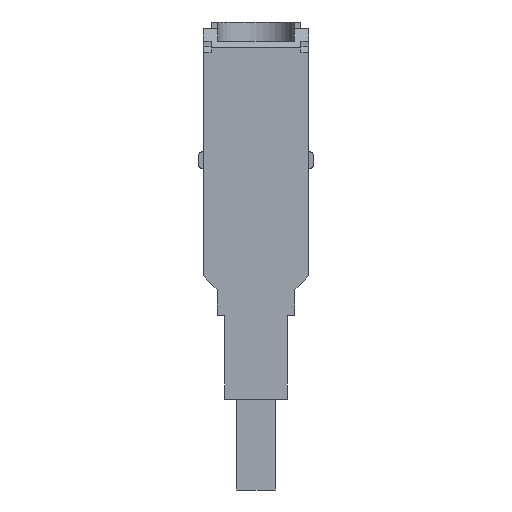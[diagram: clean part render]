
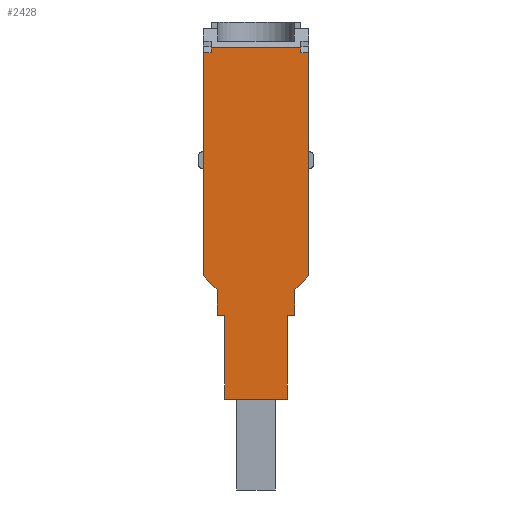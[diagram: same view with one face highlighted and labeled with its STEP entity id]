
A CAD part, front view. The second image highlights one B-rep face of the part: STEP entity #2428.
In plain terms, the highlighted planar face has unit normal (0, -1, 0).
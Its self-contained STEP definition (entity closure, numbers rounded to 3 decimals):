
#125=ORIENTED_EDGE('',*,*,#829,.T.);
#126=ORIENTED_EDGE('',*,*,#796,.T.);
#127=ORIENTED_EDGE('',*,*,#830,.T.);
#128=ORIENTED_EDGE('',*,*,#772,.T.);
#129=ORIENTED_EDGE('',*,*,#831,.T.);
#130=ORIENTED_EDGE('',*,*,#832,.T.);
#131=ORIENTED_EDGE('',*,*,#833,.F.);
#132=ORIENTED_EDGE('',*,*,#834,.T.);
#133=ORIENTED_EDGE('',*,*,#835,.T.);
#134=ORIENTED_EDGE('',*,*,#782,.T.);
#135=ORIENTED_EDGE('',*,*,#836,.T.);
#136=ORIENTED_EDGE('',*,*,#804,.F.);
#137=ORIENTED_EDGE('',*,*,#837,.F.);
#138=ORIENTED_EDGE('',*,*,#838,.F.);
#139=ORIENTED_EDGE('',*,*,#821,.T.);
#140=ORIENTED_EDGE('',*,*,#839,.T.);
#772=EDGE_CURVE('',#1126,#1125,#1364,.T.);
#782=EDGE_CURVE('',#1136,#1135,#1374,.T.);
#796=EDGE_CURVE('',#1150,#1149,#1388,.T.);
#804=EDGE_CURVE('',#1157,#1158,#1396,.T.);
#821=EDGE_CURVE('',#1174,#1173,#1413,.T.);
#829=EDGE_CURVE('',#1180,#1150,#1421,.T.);
#830=EDGE_CURVE('',#1149,#1126,#1422,.T.);
#831=EDGE_CURVE('',#1125,#1181,#1423,.T.);
#832=EDGE_CURVE('',#1181,#1182,#1424,.T.);
#833=EDGE_CURVE('',#1183,#1182,#1425,.T.);
#834=EDGE_CURVE('',#1183,#1184,#1426,.T.);
#835=EDGE_CURVE('',#1184,#1136,#1427,.T.);
#836=EDGE_CURVE('',#1135,#1158,#1428,.T.);
#837=EDGE_CURVE('',#1185,#1157,#1429,.T.);
#838=EDGE_CURVE('',#1174,#1185,#1430,.T.);
#839=EDGE_CURVE('',#1173,#1180,#1431,.T.);
#1125=VERTEX_POINT('',#3385);
#1126=VERTEX_POINT('',#3387);
#1135=VERTEX_POINT('',#3406);
#1136=VERTEX_POINT('',#3408);
#1149=VERTEX_POINT('',#3435);
#1150=VERTEX_POINT('',#3437);
#1157=VERTEX_POINT('',#3452);
#1158=VERTEX_POINT('',#3454);
#1173=VERTEX_POINT('',#3486);
#1174=VERTEX_POINT('',#3488);
#1180=VERTEX_POINT('',#3503);
#1181=VERTEX_POINT('',#3506);
#1182=VERTEX_POINT('',#3508);
#1183=VERTEX_POINT('',#3510);
#1184=VERTEX_POINT('',#3512);
#1185=VERTEX_POINT('',#3516);
#1364=LINE('',#3386,#1688);
#1374=LINE('',#3407,#1698);
#1388=LINE('',#3436,#1712);
#1396=LINE('',#3453,#1720);
#1413=LINE('',#3487,#1737);
#1421=LINE('',#3502,#1745);
#1422=LINE('',#3504,#1746);
#1423=LINE('',#3505,#1747);
#1424=LINE('',#3507,#1748);
#1425=LINE('',#3509,#1749);
#1426=LINE('',#3511,#1750);
#1427=LINE('',#3513,#1751);
#1428=LINE('',#3514,#1752);
#1429=LINE('',#3515,#1753);
#1430=LINE('',#3517,#1754);
#1431=LINE('',#3518,#1755);
#1688=VECTOR('',#2736,1000.);
#1698=VECTOR('',#2748,1000.);
#1712=VECTOR('',#2764,1000.);
#1720=VECTOR('',#2774,1000.);
#1737=VECTOR('',#2793,1000.);
#1745=VECTOR('',#2803,1000.);
#1746=VECTOR('',#2804,1000.);
#1747=VECTOR('',#2805,1000.);
#1748=VECTOR('',#2806,1000.);
#1749=VECTOR('',#2807,1000.);
#1750=VECTOR('',#2808,1000.);
#1751=VECTOR('',#2809,1000.);
#1752=VECTOR('',#2810,1000.);
#1753=VECTOR('',#2811,1000.);
#1754=VECTOR('',#2812,1000.);
#1755=VECTOR('',#2813,1000.);
#2016=EDGE_LOOP('',(#125,#126,#127,#128,#129,#130,#131,#132,#133,#134,#135,
#136,#137,#138,#139,#140));
#2164=FACE_BOUND('',#2016,.T.);
#2310=PLANE('',#2573);
#2428=ADVANCED_FACE('',(#2164),#2310,.F.);
#2573=AXIS2_PLACEMENT_3D('',#3501,#2801,#2802);
#2736=DIRECTION('',(0.,0.,-1.));
#2748=DIRECTION('',(0.,0.,1.));
#2764=DIRECTION('',(0.,0.,-1.));
#2774=DIRECTION('',(0.,0.,-1.));
#2793=DIRECTION('',(-1.,0.,0.));
#2801=DIRECTION('',(0.,1.,0.));
#2802=DIRECTION('',(0.,0.,1.));
#2803=DIRECTION('',(-1.,0.,0.));
#2804=DIRECTION('',(0.707,0.,-0.707));
#2805=DIRECTION('',(1.,0.,0.));
#2806=DIRECTION('',(0.,0.,-1.));
#2807=DIRECTION('',(-1.,0.,0.));
#2808=DIRECTION('',(0.,0.,1.));
#2809=DIRECTION('',(1.,0.,0.));
#2810=DIRECTION('',(0.707,0.,0.707));
#2811=DIRECTION('',(1.,0.,0.));
#2812=DIRECTION('',(0.,0.,-1.));
#2813=DIRECTION('',(0.,0.,-1.));
#3385=CARTESIAN_POINT('',(-6.,-21.6,-27.6));
#3386=CARTESIAN_POINT('',(-6.,-21.6,13.6));
#3387=CARTESIAN_POINT('',(-6.,-21.6,-23.61));
#3406=CARTESIAN_POINT('',(6.,-21.6,-23.61));
#3407=CARTESIAN_POINT('',(6.,-21.6,13.6));
#3408=CARTESIAN_POINT('',(6.,-21.6,-27.6));
#3435=CARTESIAN_POINT('',(-8.1,-21.6,-21.51));
#3436=CARTESIAN_POINT('',(-8.1,-21.6,13.6));
#3437=CARTESIAN_POINT('',(-8.1,-21.6,12.89));
#3452=CARTESIAN_POINT('',(8.1,-21.6,12.89));
#3453=CARTESIAN_POINT('',(8.1,-21.6,13.6));
#3454=CARTESIAN_POINT('',(8.1,-21.6,-21.51));
#3486=CARTESIAN_POINT('',(-6.9,-21.6,13.6));
#3487=CARTESIAN_POINT('',(8.1,-21.6,13.6));
#3488=CARTESIAN_POINT('',(6.9,-21.6,13.6));
#3501=CARTESIAN_POINT('',(8.1,-21.6,13.6));
#3502=CARTESIAN_POINT('',(-6.9,-21.6,12.89));
#3503=CARTESIAN_POINT('',(-6.9,-21.6,12.89));
#3504=CARTESIAN_POINT('',(-17.555,-21.6,-12.055));
#3505=CARTESIAN_POINT('',(8.1,-21.6,-27.6));
#3506=CARTESIAN_POINT('',(-4.8,-21.6,-27.6));
#3507=CARTESIAN_POINT('',(-4.8,-21.6,13.6));
#3508=CARTESIAN_POINT('',(-4.8,-21.6,-40.5));
#3509=CARTESIAN_POINT('',(8.1,-21.6,-40.5));
#3510=CARTESIAN_POINT('',(4.8,-21.6,-40.5));
#3511=CARTESIAN_POINT('',(4.8,-21.6,13.6));
#3512=CARTESIAN_POINT('',(4.8,-21.6,-27.6));
#3513=CARTESIAN_POINT('',(8.1,-21.6,-27.6));
#3514=CARTESIAN_POINT('',(25.655,-21.6,-3.955));
#3515=CARTESIAN_POINT('',(6.9,-21.6,12.89));
#3516=CARTESIAN_POINT('',(6.9,-21.6,12.89));
#3517=CARTESIAN_POINT('',(6.9,-21.6,14.304));
#3518=CARTESIAN_POINT('',(-6.9,-21.6,13.6));
